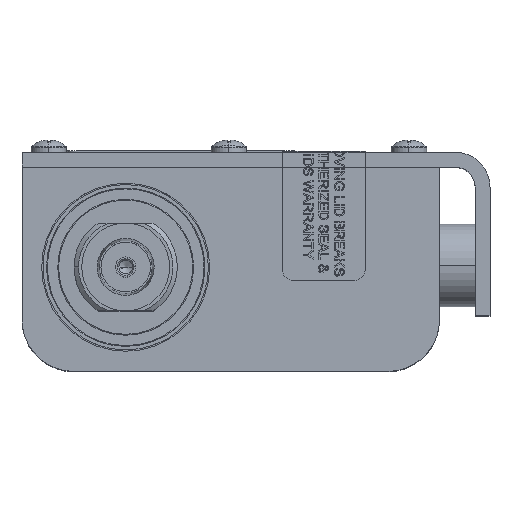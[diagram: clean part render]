
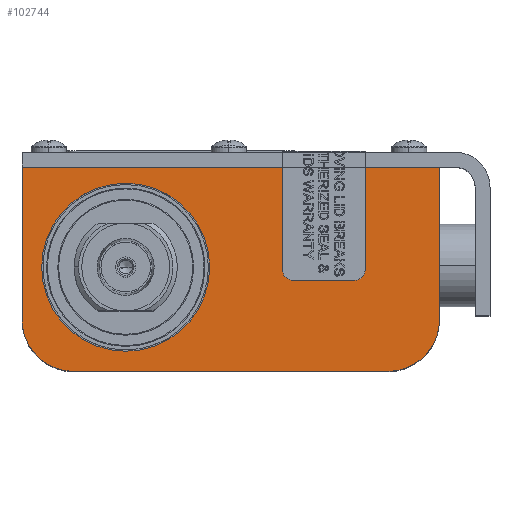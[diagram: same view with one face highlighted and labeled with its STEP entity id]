
A CAD part, top view. The second image highlights one B-rep face of the part: STEP entity #102744.
In plain terms, the highlighted planar face has unit normal (0, 0, 1).
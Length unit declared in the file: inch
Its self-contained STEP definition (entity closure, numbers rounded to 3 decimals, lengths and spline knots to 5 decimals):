
#184 = VERTEX_POINT ( 'NONE', #48043 ) ;
#3583 = CARTESIAN_POINT ( 'NONE',  ( -0.9495, -0.3045, 0.834 ) ) ;
#5284 = EDGE_CURVE ( 'NONE', #101267, #59102, #20508, .T. ) ;
#6705 = AXIS2_PLACEMENT_3D ( 'NONE', #89045, #73400, #82296 ) ;
#7176 = VECTOR ( 'NONE', #80179, 39.37008 ) ;
#9065 = CIRCLE ( 'NONE', #87752, 0.313 ) ;
#10576 = CARTESIAN_POINT ( 'NONE',  ( -1.2625, 0.6175, 0.834 ) ) ;
#10785 = DIRECTION ( 'NONE',  ( 0., 0., 1. ) ) ;
#10890 = CIRCLE ( 'NONE', #14522, 0.508 ) ;
#11768 = PLANE ( 'NONE',  #6705 ) ;
#12104 = DIRECTION ( 'NONE',  ( 0., -1., 0. ) ) ;
#12972 = EDGE_CURVE ( 'NONE', #77376, #101267, #36258, .T. ) ;
#14522 = AXIS2_PLACEMENT_3D ( 'NONE', #40462, #14809, #15930 ) ;
#14809 = DIRECTION ( 'NONE',  ( 0., 0., 1. ) ) ;
#14948 = VERTEX_POINT ( 'NONE', #72468 ) ;
#15930 = DIRECTION ( 'NONE',  ( 0., -1., 0. ) ) ;
#16146 = EDGE_LOOP ( 'NONE', ( #106638, #27128, #29111, #66157, #32117, #53517 ) ) ;
#16406 = CIRCLE ( 'NONE', #96808, 0.313 ) ;
#18177 = EDGE_CURVE ( 'NONE', #59102, #14948, #9065, .T. ) ;
#20508 = LINE ( 'NONE', #73180, #31350 ) ;
#23455 = VECTOR ( 'NONE', #103551, 39.37008 ) ;
#27128 = ORIENTED_EDGE ( 'NONE', *, *, #12972, .T. ) ;
#28688 = CARTESIAN_POINT ( 'NONE',  ( 1.2625, -0.3045, 0.834 ) ) ;
#29111 = ORIENTED_EDGE ( 'NONE', *, *, #5284, .T. ) ;
#31350 = VECTOR ( 'NONE', #12104, 39.37008 ) ;
#32117 = ORIENTED_EDGE ( 'NONE', *, *, #57934, .T. ) ;
#35977 = DIRECTION ( 'NONE',  ( -1., 0., 0. ) ) ;
#36258 = LINE ( 'NONE', #10576, #23455 ) ;
#40462 = CARTESIAN_POINT ( 'NONE',  ( -0.6355, 0.0125, 0.834 ) ) ;
#42914 = EDGE_LOOP ( 'NONE', ( #54675, #98743 ) ) ;
#43311 = DIRECTION ( 'NONE',  ( 0., -1., 0. ) ) ;
#44363 = EDGE_CURVE ( 'NONE', #71990, #79186, #16406, .T. ) ;
#46050 = DIRECTION ( 'NONE',  ( 0., 0., 1. ) ) ;
#46116 = CARTESIAN_POINT ( 'NONE',  ( -1.2625, 0.6175, 0.834 ) ) ;
#48043 = CARTESIAN_POINT ( 'NONE',  ( -0.6355, -0.4955, 0.834 ) ) ;
#49158 = CARTESIAN_POINT ( 'NONE',  ( 1.2625, 0.6175, 0.834 ) ) ;
#52129 = CIRCLE ( 'NONE', #55651, 0.508 ) ;
#53323 = CARTESIAN_POINT ( 'NONE',  ( 0.9495, -0.3045, 0.834 ) ) ;
#53517 = ORIENTED_EDGE ( 'NONE', *, *, #44363, .T. ) ;
#54090 = VERTEX_POINT ( 'NONE', #86507 ) ;
#54675 = ORIENTED_EDGE ( 'NONE', *, *, #76139, .F. ) ;
#55483 = LINE ( 'NONE', #88580, #7176 ) ;
#55651 = AXIS2_PLACEMENT_3D ( 'NONE', #70295, #79202, #43311 ) ;
#57934 = EDGE_CURVE ( 'NONE', #14948, #71990, #55483, .T. ) ;
#59102 = VERTEX_POINT ( 'NONE', #65427 ) ;
#62889 = DIRECTION ( 'NONE',  ( 0., 1., 0. ) ) ;
#65427 = CARTESIAN_POINT ( 'NONE',  ( -1.2625, -0.3045, 0.834 ) ) ;
#66157 = ORIENTED_EDGE ( 'NONE', *, *, #18177, .T. ) ;
#68571 = DIRECTION ( 'NONE',  ( 1., 0., 0. ) ) ;
#70295 = CARTESIAN_POINT ( 'NONE',  ( -0.6355, 0.0125, 0.834 ) ) ;
#71162 = EDGE_CURVE ( 'NONE', #54090, #184, #52129, .T. ) ;
#71990 = VERTEX_POINT ( 'NONE', #81897 ) ;
#72468 = CARTESIAN_POINT ( 'NONE',  ( -0.9495, -0.6175, 0.834 ) ) ;
#73180 = CARTESIAN_POINT ( 'NONE',  ( -1.2625, -0.3045, 0.834 ) ) ;
#73400 = DIRECTION ( 'NONE',  ( 0., 0., -1. ) ) ;
#73961 = FACE_BOUND ( 'NONE', #42914, .T. ) ;
#76139 = EDGE_CURVE ( 'NONE', #184, #54090, #10890, .T. ) ;
#77376 = VERTEX_POINT ( 'NONE', #49158 ) ;
#77988 = CARTESIAN_POINT ( 'NONE',  ( 1.2625, -0.3045, 0.834 ) ) ;
#79186 = VERTEX_POINT ( 'NONE', #77988 ) ;
#79202 = DIRECTION ( 'NONE',  ( 0., 0., 1. ) ) ;
#80179 = DIRECTION ( 'NONE',  ( 1., 0., 0. ) ) ;
#81897 = CARTESIAN_POINT ( 'NONE',  ( 0.9495, -0.6175, 0.834 ) ) ;
#82296 = DIRECTION ( 'NONE',  ( -1., 0., 0. ) ) ;
#86507 = CARTESIAN_POINT ( 'NONE',  ( -0.6355, 0.5205, 0.834 ) ) ;
#87752 = AXIS2_PLACEMENT_3D ( 'NONE', #3583, #46050, #35977 ) ;
#88580 = CARTESIAN_POINT ( 'NONE',  ( -0.9495, -0.6175, 0.834 ) ) ;
#89045 = CARTESIAN_POINT ( 'NONE',  ( -0.9495, -0.3045, 0.834 ) ) ;
#89591 = FACE_OUTER_BOUND ( 'NONE', #16146, .T. ) ;
#96808 = AXIS2_PLACEMENT_3D ( 'NONE', #53323, #10785, #68571 ) ;
#98743 = ORIENTED_EDGE ( 'NONE', *, *, #71162, .F. ) ;
#100828 = EDGE_CURVE ( 'NONE', #79186, #77376, #105436, .T. ) ;
#101267 = VERTEX_POINT ( 'NONE', #46116 ) ;
#102744 = ADVANCED_FACE ( 'NONE', ( #73961, #89591 ), #11768, .F. ) ;
#103174 = VECTOR ( 'NONE', #62889, 39.37008 ) ;
#103551 = DIRECTION ( 'NONE',  ( -1., 0., 0. ) ) ;
#105436 = LINE ( 'NONE', #28688, #103174 ) ;
#106638 = ORIENTED_EDGE ( 'NONE', *, *, #100828, .T. ) ;
